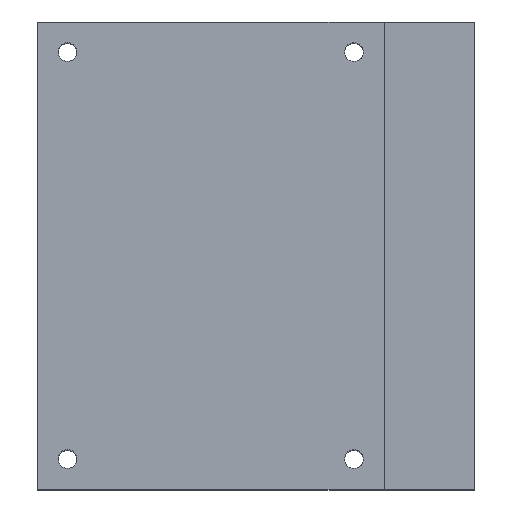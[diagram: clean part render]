
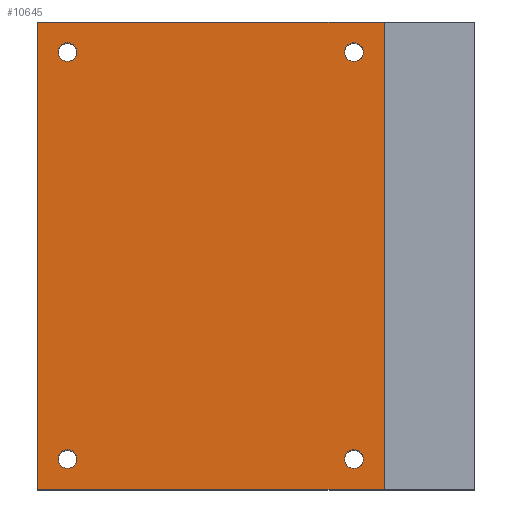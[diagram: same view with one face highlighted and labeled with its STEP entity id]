
A CAD part, top view. The second image highlights one B-rep face of the part: STEP entity #10645.
In plain terms, the highlighted planar face has unit normal (0, 0, 1).
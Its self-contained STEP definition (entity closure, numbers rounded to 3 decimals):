
#255=FACE_BOUND('',#2662,.T.);
#256=FACE_BOUND('',#2663,.T.);
#257=FACE_BOUND('',#2664,.T.);
#258=FACE_BOUND('',#2665,.T.);
#378=PLANE('',#11332);
#679=LINE('',#30777,#1358);
#683=LINE('',#31174,#1362);
#685=LINE('',#31178,#1364);
#711=LINE('',#31281,#1390);
#1358=VECTOR('',#12328,10.);
#1362=VECTOR('',#12340,10.);
#1364=VECTOR('',#12344,10.);
#1390=VECTOR('',#12424,10.);
#2047=FACE_OUTER_BOUND('',#2661,.T.);
#2661=EDGE_LOOP('',(#7961,#7962,#7963,#7964));
#2662=EDGE_LOOP('',(#7965));
#2663=EDGE_LOOP('',(#7966));
#2664=EDGE_LOOP('',(#7967));
#2665=EDGE_LOOP('',(#7968));
#3247=CIRCLE('',#11249,3.1);
#3248=CIRCLE('',#11251,3.1);
#3324=CIRCLE('',#11333,3.1);
#3325=CIRCLE('',#11334,3.1);
#4378=VERTEX_POINT('',#25551);
#4379=VERTEX_POINT('',#25555);
#4474=VERTEX_POINT('',#30774);
#4475=VERTEX_POINT('',#30776);
#4487=VERTEX_POINT('',#31172);
#4488=VERTEX_POINT('',#31176);
#4540=VERTEX_POINT('',#31285);
#4541=VERTEX_POINT('',#31287);
#5612=EDGE_CURVE('',#4378,#4378,#3247,.T.);
#5614=EDGE_CURVE('',#4379,#4379,#3248,.T.);
#5758=EDGE_CURVE('',#4475,#4474,#679,.T.);
#5774=EDGE_CURVE('',#4487,#4474,#683,.T.);
#5776=EDGE_CURVE('',#4488,#4487,#685,.T.);
#5828=EDGE_CURVE('',#4488,#4475,#711,.T.);
#5830=EDGE_CURVE('',#4540,#4540,#3324,.T.);
#5831=EDGE_CURVE('',#4541,#4541,#3325,.T.);
#7961=ORIENTED_EDGE('',*,*,#5774,.F.);
#7962=ORIENTED_EDGE('',*,*,#5776,.F.);
#7963=ORIENTED_EDGE('',*,*,#5828,.T.);
#7964=ORIENTED_EDGE('',*,*,#5758,.T.);
#7965=ORIENTED_EDGE('',*,*,#5612,.T.);
#7966=ORIENTED_EDGE('',*,*,#5614,.T.);
#7967=ORIENTED_EDGE('',*,*,#5830,.T.);
#7968=ORIENTED_EDGE('',*,*,#5831,.T.);
#10645=ADVANCED_FACE('',(#2047,#255,#256,#257,#258),#378,.T.);
#11249=AXIS2_PLACEMENT_3D('',#25552,#12179,#12180);
#11251=AXIS2_PLACEMENT_3D('',#25556,#12184,#12185);
#11332=AXIS2_PLACEMENT_3D('',#31284,#12427,#12428);
#11333=AXIS2_PLACEMENT_3D('',#31286,#12429,#12430);
#11334=AXIS2_PLACEMENT_3D('',#31288,#12431,#12432);
#12179=DIRECTION('center_axis',(0.,0.,-1.));
#12180=DIRECTION('ref_axis',(-1.,0.,0.));
#12184=DIRECTION('center_axis',(0.,0.,-1.));
#12185=DIRECTION('ref_axis',(-1.,0.,0.));
#12328=DIRECTION('',(-1.,0.,0.));
#12340=DIRECTION('',(0.,1.,0.));
#12344=DIRECTION('',(-1.,0.,0.));
#12424=DIRECTION('',(0.,1.,0.));
#12427=DIRECTION('center_axis',(0.,0.,1.));
#12428=DIRECTION('ref_axis',(0.,1.,0.));
#12429=DIRECTION('center_axis',(0.,0.,-1.));
#12430=DIRECTION('ref_axis',(-1.,0.,0.));
#12431=DIRECTION('center_axis',(0.,0.,-1.));
#12432=DIRECTION('ref_axis',(-1.,0.,0.));
#25551=CARTESIAN_POINT('',(-54.4,67.5,77.5));
#25552=CARTESIAN_POINT('Origin',(-57.5,67.5,77.5));
#25555=CARTESIAN_POINT('',(40.6,67.5,77.5));
#25556=CARTESIAN_POINT('Origin',(37.5,67.5,77.5));
#30774=CARTESIAN_POINT('',(-67.5,77.5,77.5));
#30776=CARTESIAN_POINT('',(47.5,77.5,77.5));
#30777=CARTESIAN_POINT('',(47.5,77.5,77.5));
#31172=CARTESIAN_POINT('',(-67.5,-77.5,77.5));
#31174=CARTESIAN_POINT('',(-67.5,77.5,77.5));
#31176=CARTESIAN_POINT('',(47.5,-77.5,77.5));
#31178=CARTESIAN_POINT('',(-47.5,-77.5,77.5));
#31281=CARTESIAN_POINT('',(47.5,-77.5,77.5));
#31284=CARTESIAN_POINT('Origin',(47.5,-77.5,77.5));
#31285=CARTESIAN_POINT('',(-54.4,-67.5,77.5));
#31286=CARTESIAN_POINT('Origin',(-57.5,-67.5,77.5));
#31287=CARTESIAN_POINT('',(40.6,-67.5,77.5));
#31288=CARTESIAN_POINT('Origin',(37.5,-67.5,77.5));
